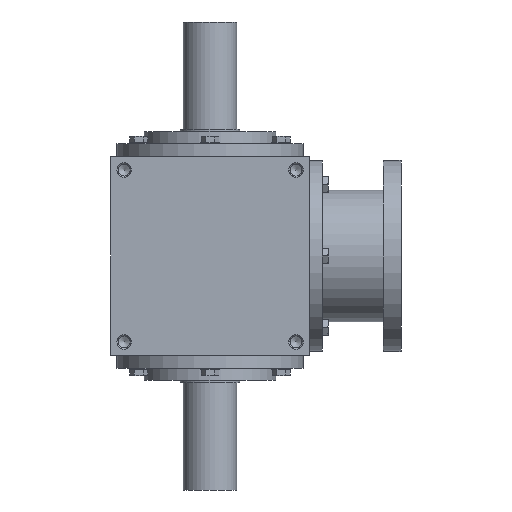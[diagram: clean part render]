
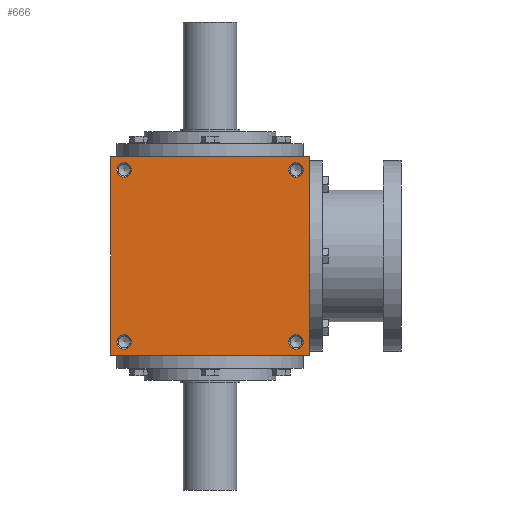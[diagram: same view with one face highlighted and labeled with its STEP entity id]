
A CAD part, front view. The second image highlights one B-rep face of the part: STEP entity #666.
In plain terms, the highlighted planar face has unit normal (0, -1, 0).
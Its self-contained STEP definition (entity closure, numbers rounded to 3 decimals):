
#666 = ADVANCED_FACE( '', ( #1334, #1335, #1336, #1337, #1338 ), #1339, .F. );
#1334 = FACE_BOUND( '', #2033, .T. );
#1335 = FACE_BOUND( '', #2034, .T. );
#1336 = FACE_BOUND( '', #2035, .T. );
#1337 = FACE_BOUND( '', #2036, .T. );
#1338 = FACE_OUTER_BOUND( '', #2037, .T. );
#1339 = PLANE( '', #2038 );
#2033 = EDGE_LOOP( '', ( #3096 ) );
#2034 = EDGE_LOOP( '', ( #3097 ) );
#2035 = EDGE_LOOP( '', ( #3098 ) );
#2036 = EDGE_LOOP( '', ( #3099 ) );
#2037 = EDGE_LOOP( '', ( #3100, #3101, #3102, #3103 ) );
#2038 = AXIS2_PLACEMENT_3D( '', #3104, #3105, #3106 );
#3096 = ORIENTED_EDGE( '', *, *, #3663, .T. );
#3097 = ORIENTED_EDGE( '', *, *, #3639, .T. );
#3098 = ORIENTED_EDGE( '', *, *, #3693, .F. );
#3099 = ORIENTED_EDGE( '', *, *, #3989, .F. );
#3100 = ORIENTED_EDGE( '', *, *, #3821, .T. );
#3101 = ORIENTED_EDGE( '', *, *, #3792, .F. );
#3102 = ORIENTED_EDGE( '', *, *, #3990, .F. );
#3103 = ORIENTED_EDGE( '', *, *, #3860, .T. );
#3104 = CARTESIAN_POINT( '', ( -83., -83., 83. ) );
#3105 = DIRECTION( '', ( 0., 1., 0. ) );
#3106 = DIRECTION( '', ( 0., 0., 1. ) );
#3639 = EDGE_CURVE( '', #4155, #4155, #4156, .T. );
#3663 = EDGE_CURVE( '', #4197, #4197, #4198, .T. );
#3693 = EDGE_CURVE( '', #4245, #4245, #4246, .T. );
#3792 = EDGE_CURVE( '', #4396, #4391, #4398, .T. );
#3821 = EDGE_CURVE( '', #4441, #4391, #4444, .T. );
#3860 = EDGE_CURVE( '', #4504, #4441, #4505, .T. );
#3989 = EDGE_CURVE( '', #4685, #4685, #4686, .T. );
#3990 = EDGE_CURVE( '', #4504, #4396, #4687, .T. );
#4155 = VERTEX_POINT( '', #4897 );
#4156 = CIRCLE( '', #4898, 6. );
#4197 = VERTEX_POINT( '', #4955 );
#4198 = CIRCLE( '', #4956, 6. );
#4245 = VERTEX_POINT( '', #5013 );
#4246 = CIRCLE( '', #5014, 6. );
#4391 = VERTEX_POINT( '', #5260 );
#4396 = VERTEX_POINT( '', #5267 );
#4398 = LINE( '', #5270, #5271 );
#4441 = VERTEX_POINT( '', #5314 );
#4444 = LINE( '', #5319, #5320 );
#4504 = VERTEX_POINT( '', #5402 );
#4505 = LINE( '', #5403, #5404 );
#4685 = VERTEX_POINT( '', #5648 );
#4686 = CIRCLE( '', #5649, 6. );
#4687 = LINE( '', #5650, #5651 );
#4897 = CARTESIAN_POINT( '', ( -72., -83., 78. ) );
#4898 = AXIS2_PLACEMENT_3D( '', #5841, #5842, #5843 );
#4955 = CARTESIAN_POINT( '', ( -72., -83., -66. ) );
#4956 = AXIS2_PLACEMENT_3D( '', #5881, #5882, #5883 );
#5013 = CARTESIAN_POINT( '', ( 72., -83., -78. ) );
#5014 = AXIS2_PLACEMENT_3D( '', #5935, #5936, #5937 );
#5260 = CARTESIAN_POINT( '', ( 83., -83., -83. ) );
#5267 = CARTESIAN_POINT( '', ( 83., -83., 83. ) );
#5270 = CARTESIAN_POINT( '', ( 83., -83., 83. ) );
#5271 = VECTOR( '', #6109, 1000. );
#5314 = CARTESIAN_POINT( '', ( -83., -83., -83. ) );
#5319 = CARTESIAN_POINT( '', ( -83., -83., -83. ) );
#5320 = VECTOR( '', #6166, 1000. );
#5402 = CARTESIAN_POINT( '', ( -83., -83., 83. ) );
#5403 = CARTESIAN_POINT( '', ( -83., -83., 83. ) );
#5404 = VECTOR( '', #6236, 1000. );
#5648 = CARTESIAN_POINT( '', ( 72., -83., 66. ) );
#5649 = AXIS2_PLACEMENT_3D( '', #6416, #6417, #6418 );
#5650 = CARTESIAN_POINT( '', ( -83., -83., 83. ) );
#5651 = VECTOR( '', #6419, 1000. );
#5841 = CARTESIAN_POINT( '', ( -72., -83., 72. ) );
#5842 = DIRECTION( '', ( 0., 1., 0. ) );
#5843 = DIRECTION( '', ( 0., 0., 1. ) );
#5881 = CARTESIAN_POINT( '', ( -72., -83., -72. ) );
#5882 = DIRECTION( '', ( 0., 1., 0. ) );
#5883 = DIRECTION( '', ( 0., 0., 1. ) );
#5935 = CARTESIAN_POINT( '', ( 72., -83., -72. ) );
#5936 = DIRECTION( '', ( 0., -1., 0. ) );
#5937 = DIRECTION( '', ( 0., 0., -1. ) );
#6109 = DIRECTION( '', ( 0., 0., -1. ) );
#6166 = DIRECTION( '', ( 1., 0., 0. ) );
#6236 = DIRECTION( '', ( 0., 0., -1. ) );
#6416 = CARTESIAN_POINT( '', ( 72., -83., 72. ) );
#6417 = DIRECTION( '', ( 0., -1., 0. ) );
#6418 = DIRECTION( '', ( 0., 0., -1. ) );
#6419 = DIRECTION( '', ( 1., 0., 0. ) );
